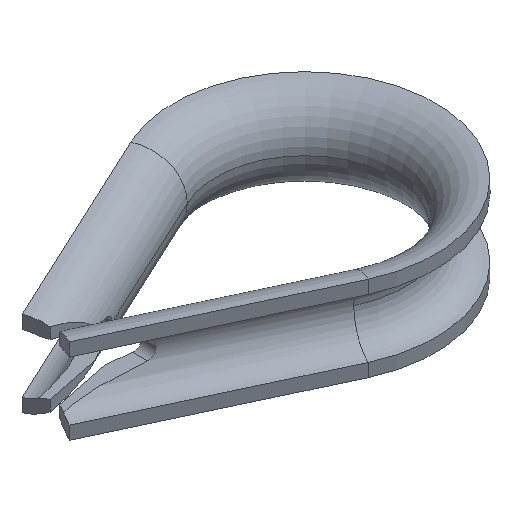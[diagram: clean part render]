
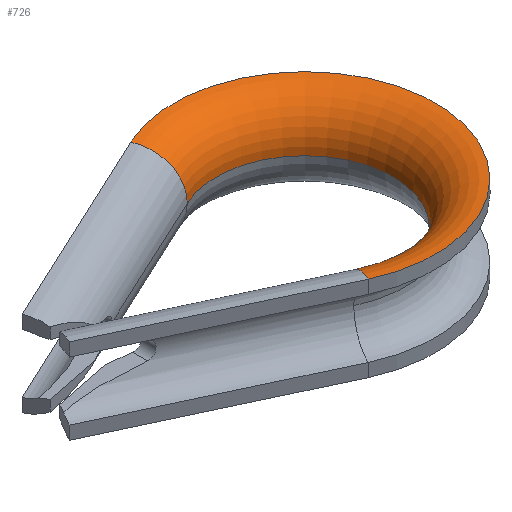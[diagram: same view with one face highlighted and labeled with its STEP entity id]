
A CAD part, isometric view. The second image highlights one B-rep face of the part: STEP entity #726.
In plain terms, the highlighted toroidal (fillet/blend) face has major radius 14 mm and minor radius 4.555 mm.
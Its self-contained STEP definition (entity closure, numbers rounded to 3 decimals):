
#32 = DIRECTION ( 'NONE',  ( -0.906, -0.423, 0. ) ) ;
#84 = EDGE_LOOP ( 'NONE', ( #832, #182, #500, #554 ) ) ;
#104 = CIRCLE ( 'NONE', #528, 4.555 ) ;
#106 = CIRCLE ( 'NONE', #595, 4.555 ) ;
#107 = CARTESIAN_POINT ( 'NONE',  ( -5.917, -12.688, 4.555 ) ) ;
#145 = AXIS2_PLACEMENT_3D ( 'NONE', #712, #263, #197 ) ;
#153 = VERTEX_POINT ( 'NONE', #530 ) ;
#182 = ORIENTED_EDGE ( 'NONE', *, *, #517, .T. ) ;
#193 = TOROIDAL_SURFACE ( 'NONE', #753, 14., 4.555 ) ;
#197 = DIRECTION ( 'NONE',  ( -1., 0., 0. ) ) ;
#263 = DIRECTION ( 'NONE',  ( 0., 0., -1. ) ) ;
#265 = CARTESIAN_POINT ( 'NONE',  ( -5.917, 12.688, 0. ) ) ;
#296 = CARTESIAN_POINT ( 'NONE',  ( -5.917, -12.688, 0. ) ) ;
#347 = EDGE_CURVE ( 'NONE', #741, #964, #768, .T. ) ;
#355 = DIRECTION ( 'NONE',  ( -1., 0., 0. ) ) ;
#370 = EDGE_CURVE ( 'NONE', #979, #741, #106, .T. ) ;
#409 = AXIS2_PLACEMENT_3D ( 'NONE', #880, #812, #355 ) ;
#410 = CARTESIAN_POINT ( 'NONE',  ( -5.917, 12.688, 4.555 ) ) ;
#441 = DIRECTION ( 'NONE',  ( 0., 0., 1. ) ) ;
#500 = ORIENTED_EDGE ( 'NONE', *, *, #861, .T. ) ;
#515 = DIRECTION ( 'NONE',  ( 0.906, -0.423, 0. ) ) ;
#517 = EDGE_CURVE ( 'NONE', #979, #153, #779, .T. ) ;
#528 = AXIS2_PLACEMENT_3D ( 'NONE', #296, #515, #441 ) ;
#530 = CARTESIAN_POINT ( 'NONE',  ( -3.992, -8.56, 0. ) ) ;
#554 = ORIENTED_EDGE ( 'NONE', *, *, #347, .F. ) ;
#565 = CARTESIAN_POINT ( 'NONE',  ( 0., 0., 0. ) ) ;
#570 = CARTESIAN_POINT ( 'NONE',  ( -3.992, 8.56, 0. ) ) ;
#595 = AXIS2_PLACEMENT_3D ( 'NONE', #265, #32, #794 ) ;
#621 = FACE_OUTER_BOUND ( 'NONE', #84, .T. ) ;
#712 = CARTESIAN_POINT ( 'NONE',  ( 0., 0., 4.555 ) ) ;
#726 = ADVANCED_FACE ( 'NONE', ( #621 ), #193, .T. ) ;
#741 = VERTEX_POINT ( 'NONE', #410 ) ;
#753 = AXIS2_PLACEMENT_3D ( 'NONE', #565, #797, #878 ) ;
#768 = CIRCLE ( 'NONE', #145, 14. ) ;
#779 = CIRCLE ( 'NONE', #409, 9.445 ) ;
#794 = DIRECTION ( 'NONE',  ( 0., 0., 1. ) ) ;
#797 = DIRECTION ( 'NONE',  ( 0., 0., -1. ) ) ;
#812 = DIRECTION ( 'NONE',  ( 0., 0., -1. ) ) ;
#832 = ORIENTED_EDGE ( 'NONE', *, *, #370, .F. ) ;
#861 = EDGE_CURVE ( 'NONE', #153, #964, #104, .T. ) ;
#878 = DIRECTION ( 'NONE',  ( -1., 0., 0. ) ) ;
#880 = CARTESIAN_POINT ( 'NONE',  ( 0., 0., 0. ) ) ;
#964 = VERTEX_POINT ( 'NONE', #107 ) ;
#979 = VERTEX_POINT ( 'NONE', #570 ) ;
